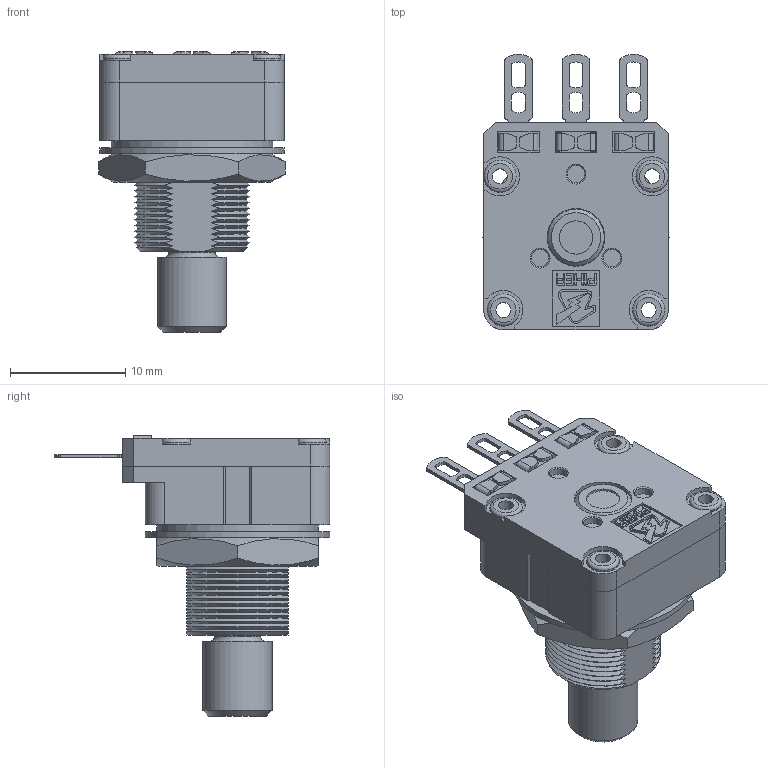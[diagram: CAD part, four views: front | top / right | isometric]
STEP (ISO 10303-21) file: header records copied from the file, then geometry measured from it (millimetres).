
FILE_DESCRIPTION (( 'STEP AP203' ), '1' );
FILE_NAME ('PC16SH-10CP19-MTA.STEP', '2020-09-04T10:27:45', ( '' ), ( '' ), 'SwSTEP 2.0', 'SolidWorks 2018', '' );
FILE_SCHEMA (( 'CONFIG_CONTROL_DESIGN' ));
Length unit declared in the file: millimetre
Products named in the file (8): PC16SH-10CP19-MTA-CARCASA; PC16SH-10CP19-MTA-PORTARESISTENCIA; PC16SH-10CP19-MTA-TUERCA_M10; PC16SH-10CP19-MTA-PORTACURSOR; PC16SH-10CP19-MTA-EJE_PREDETERMINADA; PC16SH-10CP19-MTA-TERMINAL; PC16SH-10CP19-MTA; PC16SH-10CP19-MTA-ARANDELA
Assembly tree (10 placements, depth 2):
  PC16SH-10CP19-MTA
    PC16SH-10CP19-MTA-PORTARESISTENCIA
    PC16SH-10CP19-MTA-TERMINAL  x4
    PC16SH-10CP19-MTA-PORTACURSOR
    PC16SH-10CP19-MTA-CARCASA
    PC16SH-10CP19-MTA-EJE_PREDETERMINADA
    PC16SH-10CP19-MTA-ARANDELA
    PC16SH-10CP19-MTA-TUERCA_M10
Bounding box: 16.17 x 23.9 x 24.32 mm (x, y, z)
Volume: 2310.8 mm3; surface area: 4057.8 mm2
Topology: 10 solids, 10 shells, 937 faces, 2471 edges, 1586 vertices
Faces by surface type: plane 526, cylinder 283, cone 97, bspline 16, sphere 8, torus 7
Full cylindrical faces by diameter (mm): 1.3 x5, 1.4 x8, 1.53 x3, 1.8 x1, 1.9 x1, 2.15 x4, 2.2 x4, 2.8 x4, 2.9 x2, 4 x1, 4.01 x1, 4.9 x1, 5 x1, 6 x1, 9.75 x1, 10.3 x1, 14 x1, 14.2 x1, 16 x1
Entity records: 20881 total; most frequent: CARTESIAN_POINT 4187, ORIENTED_EDGE 3304, DIRECTION 3159, EDGE_CURVE 1652, VERTEX_POINT 1098, AXIS2_PLACEMENT_3D 1062, VECTOR 1035, LINE 1035
